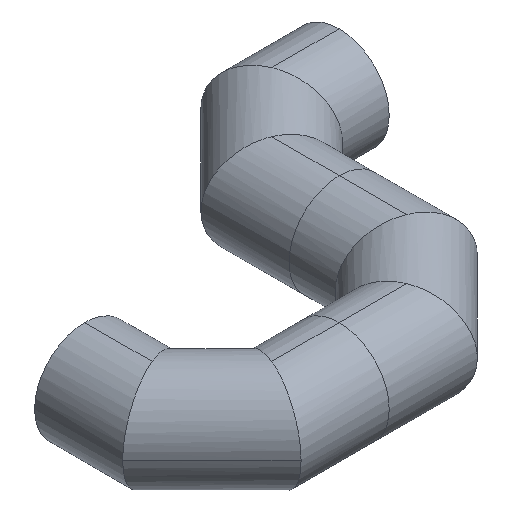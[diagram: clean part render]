
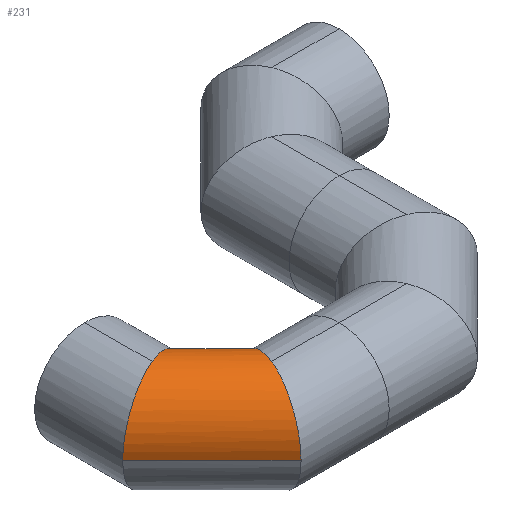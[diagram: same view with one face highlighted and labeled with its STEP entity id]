
A CAD part, isometric view. The second image highlights one B-rep face of the part: STEP entity #231.
In plain terms, the highlighted cylindrical face has radius 99.949 mm (diameter 199.898 mm), a partial arc.
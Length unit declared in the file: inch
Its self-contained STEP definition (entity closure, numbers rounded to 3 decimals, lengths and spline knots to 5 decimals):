
#22 = CARTESIAN_POINT ( 'NONE',  ( 6.32993, 6.065, 0. ) ) ;
#45 = AXIS2_PLACEMENT_3D ( 'NONE', #638, #649, #84 ) ;
#52 = CARTESIAN_POINT ( 'NONE',  ( 3.935, 3.67007, 0. ) ) ;
#84 = DIRECTION ( 'NONE',  ( -0.707, 0.707, 0. ) ) ;
#129 = CARTESIAN_POINT ( 'NONE',  ( 0., 5.3, 3.935 ) ) ;
#135 = CARTESIAN_POINT ( 'NONE',  ( -2.30507, 6.25479, 3.935 ) ) ;
#139 = CARTESIAN_POINT ( 'NONE',  ( -3.935, 6.92993, 2.30507 ) ) ;
#143 = CARTESIAN_POINT ( 'NONE',  ( -3.935, 6.92993, 0. ) ) ;
#144 =( BOUNDED_CURVE ( )  B_SPLINE_CURVE ( 3, ( #705, #666, #659, #654 ),
 .UNSPECIFIED., .F., .T. ) 
 B_SPLINE_CURVE_WITH_KNOTS ( ( 4, 4 ),
 ( 3.14159, 4.71239 ),
 .UNSPECIFIED. ) 
 CURVE ( )  GEOMETRIC_REPRESENTATION_ITEM ( )  RATIONAL_B_SPLINE_CURVE ( ( 1., 0.805, 0.805, 1. ) ) 
 REPRESENTATION_ITEM ( '' )  );
#147 = ORIENTED_EDGE ( 'NONE', *, *, #374, .T. ) ;
#155 = VERTEX_POINT ( 'NONE', #22 ) ;
#156 = ORIENTED_EDGE ( 'NONE', *, *, #573, .F. ) ;
#174 = ORIENTED_EDGE ( 'NONE', *, *, #500, .T. ) ;
#175 = VERTEX_POINT ( 'NONE', #554 ) ;
#177 = CARTESIAN_POINT ( 'NONE',  ( 3.935, 3.67007, 2.30507 ) ) ;
#201 = CARTESIAN_POINT ( 'NONE',  ( 2.78247, 2.51753, 0. ) ) ;
#202 = DIRECTION ( 'NONE',  ( 0.707, 0.707, 0. ) ) ;
#227 = VERTEX_POINT ( 'NONE', #713 ) ;
#229 = CARTESIAN_POINT ( 'NONE',  ( 4.7, 10., 3.935 ) ) ;
#231 = ADVANCED_FACE ( 'NONE', ( #515 ), #501, .T. ) ;
#271 = LINE ( 'NONE', #529, #700 ) ;
#304 = ORIENTED_EDGE ( 'NONE', *, *, #579, .T. ) ;
#328 = CARTESIAN_POINT ( 'NONE',  ( 3.07007, 13.935, 0. ) ) ;
#334 = CARTESIAN_POINT ( 'NONE',  ( 3.07007, 13.935, 2.30507 ) ) ;
#336 = ORIENTED_EDGE ( 'NONE', *, *, #383, .T. ) ;
#374 = EDGE_CURVE ( 'NONE', #715, #175, #587, .T. ) ;
#378 = VERTEX_POINT ( 'NONE', #430 ) ;
#383 = EDGE_CURVE ( 'NONE', #378, #155, #633, .T. ) ;
#384 = CARTESIAN_POINT ( 'NONE',  ( 0., 5.3, 3.935 ) ) ;
#391 =( BOUNDED_CURVE ( )  B_SPLINE_CURVE ( 3, ( #494, #453, #334, #328 ),
 .UNSPECIFIED., .F., .F. ) 
 B_SPLINE_CURVE_WITH_KNOTS ( ( 4, 4 ),
 ( 4.71239, 6.28319 ),
 .UNSPECIFIED. ) 
 CURVE ( )  GEOMETRIC_REPRESENTATION_ITEM ( )  RATIONAL_B_SPLINE_CURVE ( ( 1., 0.805, 0.805, 1. ) ) 
 REPRESENTATION_ITEM ( '' )  );
#414 = CARTESIAN_POINT ( 'NONE',  ( 2.30507, 4.34521, 3.935 ) ) ;
#424 =( BOUNDED_CURVE ( )  B_SPLINE_CURVE ( 3, ( #384, #414, #177, #52 ),
 .UNSPECIFIED., .F., .F. ) 
 B_SPLINE_CURVE_WITH_KNOTS ( ( 4, 4 ),
 ( 4.71239, 6.28319 ),
 .UNSPECIFIED. ) 
 CURVE ( )  GEOMETRIC_REPRESENTATION_ITEM ( )  RATIONAL_B_SPLINE_CURVE ( ( 1., 0.805, 0.805, 1. ) ) 
 REPRESENTATION_ITEM ( '' )  );
#430 = CARTESIAN_POINT ( 'NONE',  ( 3.935, 3.67007, 0. ) ) ;
#432 = CARTESIAN_POINT ( 'NONE',  ( -3.935, 6.92993, 0. ) ) ;
#453 = CARTESIAN_POINT ( 'NONE',  ( 3.74521, 12.30507, 3.935 ) ) ;
#464 = DIRECTION ( 'NONE',  ( 0.707, 0.707, 0. ) ) ;
#472 = VECTOR ( 'NONE', #202, 39.37008 ) ;
#494 = CARTESIAN_POINT ( 'NONE',  ( 4.7, 10., 3.935 ) ) ;
#500 = EDGE_CURVE ( 'NONE', #175, #378, #424, .T. ) ;
#501 = CYLINDRICAL_SURFACE ( 'NONE', #45, 3.935 ) ;
#510 = ORIENTED_EDGE ( 'NONE', *, *, #670, .T. ) ;
#515 = FACE_OUTER_BOUND ( 'NONE', #706, .T. ) ;
#529 = CARTESIAN_POINT ( 'NONE',  ( -2.78247, 8.08247, 0. ) ) ;
#532 = VERTEX_POINT ( 'NONE', #229 ) ;
#554 = CARTESIAN_POINT ( 'NONE',  ( 0., 5.3, 3.935 ) ) ;
#573 = EDGE_CURVE ( 'NONE', #715, #227, #271, .T. ) ;
#579 = EDGE_CURVE ( 'NONE', #532, #227, #391, .T. ) ;
#587 =( BOUNDED_CURVE ( )  B_SPLINE_CURVE ( 3, ( #143, #139, #135, #129 ),
 .UNSPECIFIED., .F., .F. ) 
 B_SPLINE_CURVE_WITH_KNOTS ( ( 4, 4 ),
 ( 3.14159, 4.71239 ),
 .UNSPECIFIED. ) 
 CURVE ( )  GEOMETRIC_REPRESENTATION_ITEM ( )  RATIONAL_B_SPLINE_CURVE ( ( 1., 0.805, 0.805, 1. ) ) 
 REPRESENTATION_ITEM ( '' )  );
#633 = LINE ( 'NONE', #201, #472 ) ;
#638 = CARTESIAN_POINT ( 'NONE',  ( 0., 5.3, 0. ) ) ;
#649 = DIRECTION ( 'NONE',  ( 0.707, 0.707, 0. ) ) ;
#654 = CARTESIAN_POINT ( 'NONE',  ( 4.7, 10., 3.935 ) ) ;
#659 = CARTESIAN_POINT ( 'NONE',  ( 5.65479, 7.69493, 3.935 ) ) ;
#666 = CARTESIAN_POINT ( 'NONE',  ( 6.32993, 6.065, 2.30507 ) ) ;
#670 = EDGE_CURVE ( 'NONE', #155, #532, #144, .T. ) ;
#700 = VECTOR ( 'NONE', #464, 39.37008 ) ;
#705 = CARTESIAN_POINT ( 'NONE',  ( 6.32993, 6.065, 0. ) ) ;
#706 = EDGE_LOOP ( 'NONE', ( #147, #174, #336, #510, #304, #156 ) ) ;
#713 = CARTESIAN_POINT ( 'NONE',  ( 3.07007, 13.935, 0. ) ) ;
#715 = VERTEX_POINT ( 'NONE', #432 ) ;
